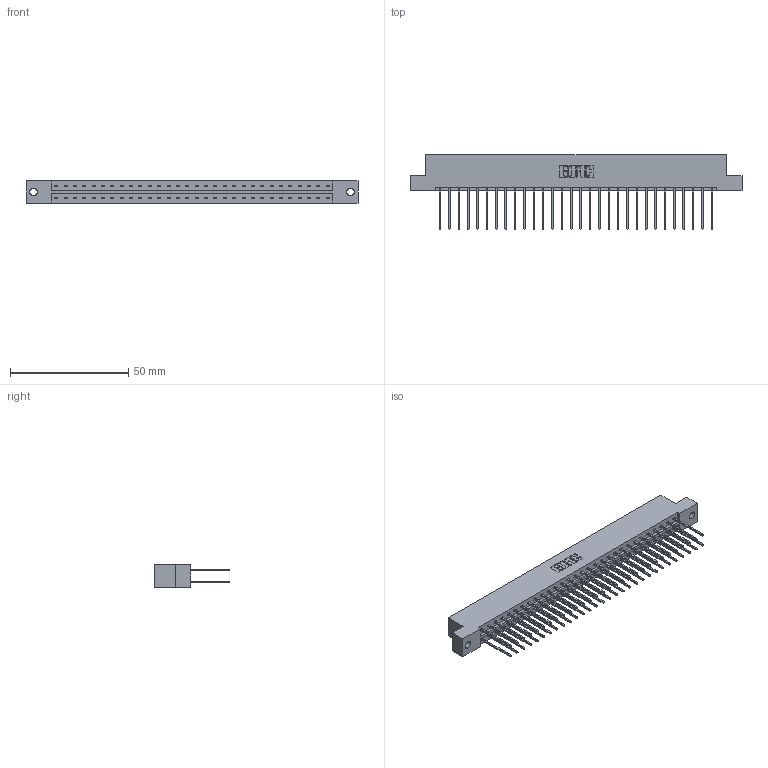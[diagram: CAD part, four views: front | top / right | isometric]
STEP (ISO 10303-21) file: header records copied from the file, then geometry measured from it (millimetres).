
FILE_DESCRIPTION (( 'STEP AP203' ), '1' );
FILE_NAME ('833-060-542-202.STEP', '2020-06-05T02:36:39', ( '' ), ( '' ), 'SwSTEP 2.0', 'SolidWorks 2020', '' );
FILE_SCHEMA (( 'CONFIG_CONTROL_DESIGN' ));
Length unit declared in the file: inch
Products named in the file (3): 345-292-001_345-293-142; 833 Part_Flush - .128 Dia; 833-060-542-202
Assembly tree (61 placements, depth 2):
  833-060-542-202
    833 Part_Flush - .128 Dia
    345-292-001_345-293-142  x60
Bounding box: 140.41 x 31.63 x 9.4 mm (x, y, z)
Volume: 14466 mm3; surface area: 18084 mm2
Topology: 61 solids, 61 shells, 3234 faces, 9611 edges, 6326 vertices
Faces by surface type: plane 2230, cylinder 1004
Entity records: 20873 total; most frequent: CARTESIAN_POINT 3474, ORIENTED_EDGE 3410, DIRECTION 2989, EDGE_CURVE 1705, VECTOR 1577, LINE 1577, VERTEX_POINT 1134, AXIS2_PLACEMENT_3D 706
